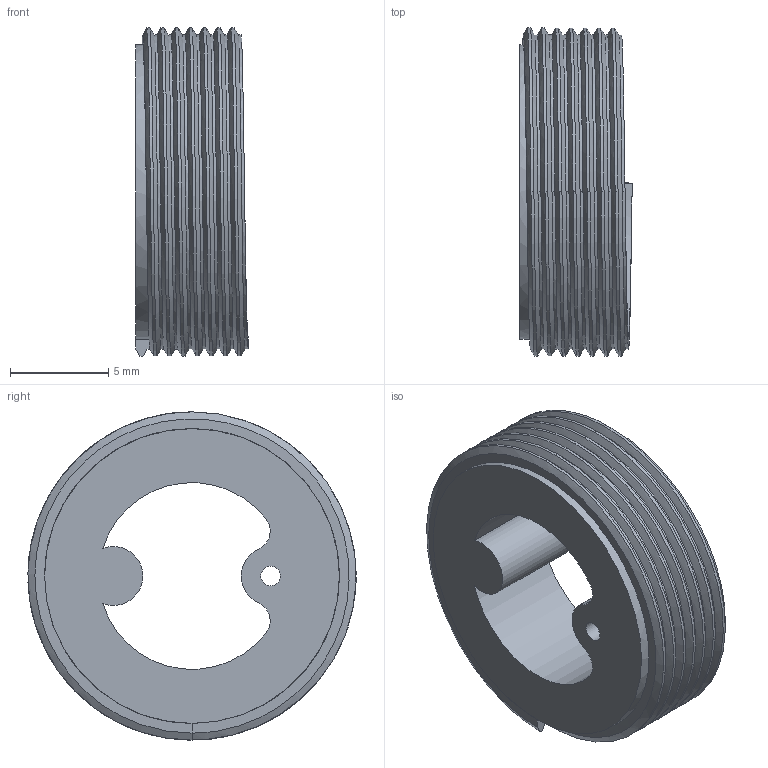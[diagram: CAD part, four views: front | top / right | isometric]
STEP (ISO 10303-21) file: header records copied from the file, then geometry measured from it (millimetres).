
FILE_DESCRIPTION(/* description */ (''),/* implementation_level */ '2;1');
FILE_NAME(/* name */ '31_Objective_Fiber_adapter_10xFinite.ipt.step',/* time_stamp */ '2022-11-29T08:26:16+01:00',/* author */ ('diederichbenedict'),/* organization */ (''),/* preprocessor_version */ 'ST-DEVELOPER v18.1',/* originating_system */ 'Autodesk Inventor 2022',/* authorisation */ '');
FILE_SCHEMA (('AUTOMOTIVE_DESIGN { 1 0 10303 214 3 1 1 }'));
Length unit declared in the file: millimetre
Products named in the file (1): 31_Objective_Fiber_adapter_10xFinite
Bounding box: 5.72 x 16.7 x 16.7 mm (x, y, z)
Volume: 752.5 mm3; surface area: 905.3 mm2
Topology: 1 solids, 1 shells, 34 faces, 93 edges, 61 vertices
Faces by surface type: cylinder 24, bspline 6, plane 4
Full cylindrical faces by diameter (mm): 1 x1, 15 x1, 15.984 x6, 16.7 x6
Entity records: 2859 total; most frequent: CARTESIAN_POINT 2035, ORIENTED_EDGE 186, DIRECTION 123, EDGE_CURVE 93, VERTEX_POINT 61, AXIS2_PLACEMENT_3D 44, B_SPLINE_CURVE_WITH_KNOTS 43, EDGE_LOOP 38
